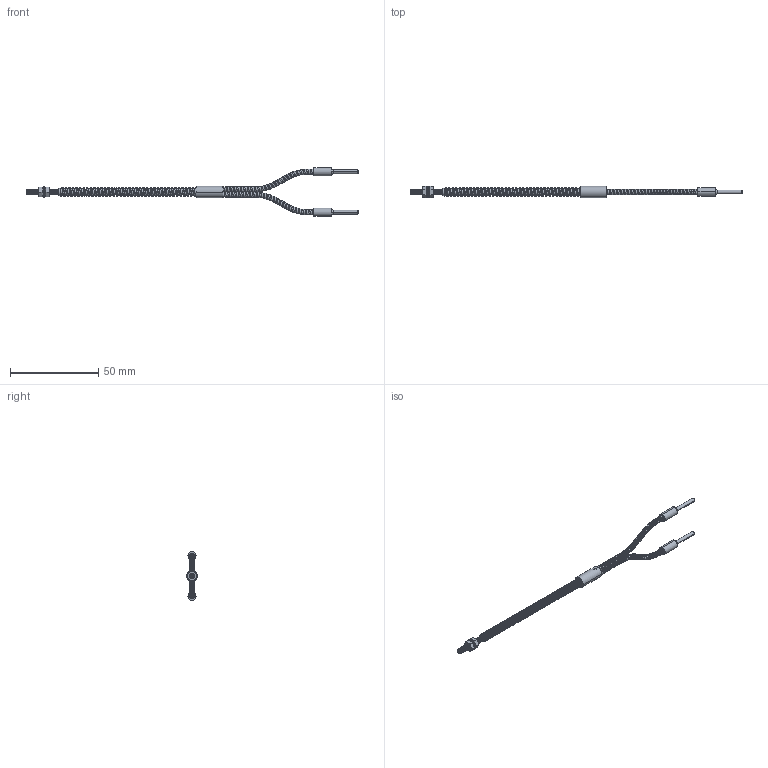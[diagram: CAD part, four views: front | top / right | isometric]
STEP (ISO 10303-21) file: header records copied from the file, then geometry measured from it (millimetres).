
FILE_DESCRIPTION((''),'2;1');
FILE_NAME('211709_ASM','2019-06-25T14:54:03',('pdmadmin'),('BANNER ENGINEERING'),'CREO PARAMETRIC BY PTC INC, 2018300','CREO PARAMETRIC BY PTC INC, 2018300','');
FILE_SCHEMA(('CONFIG_CONTROL_DESIGN'));
Products named in the file (7): 807884_001; 807884_002; 807884_003; 807884_004; 39253; 39254; 211709_ASM
Assembly tree (9 placements, depth 2):
  211709_ASM
    807884_001
    807884_002  x2
    807884_003  x2
    807884_004
    39253  x2
    39254
Bounding box: 188.22 x 6.5 x 27.6 mm (x, y, z)
Volume: 2734.8 mm3; surface area: 4726.2 mm2
Topology: 9 solids, 14 shells, 696 faces, 1831 edges, 1170 vertices
Faces by surface type: bspline 281, cylinder 277, plane 68, torus 56, cone 12, extrusion 2
Entity records: 57851 total; most frequent: CARTESIAN_POINT 46485, ORIENTED_EDGE 2940, EDGE_CURVE 1478, DIRECTION 1355, B_SPLINE_CURVE_WITH_KNOTS 958, VERTEX_POINT 926, EDGE_LOOP 591, FACE_OUTER_BOUND 577
